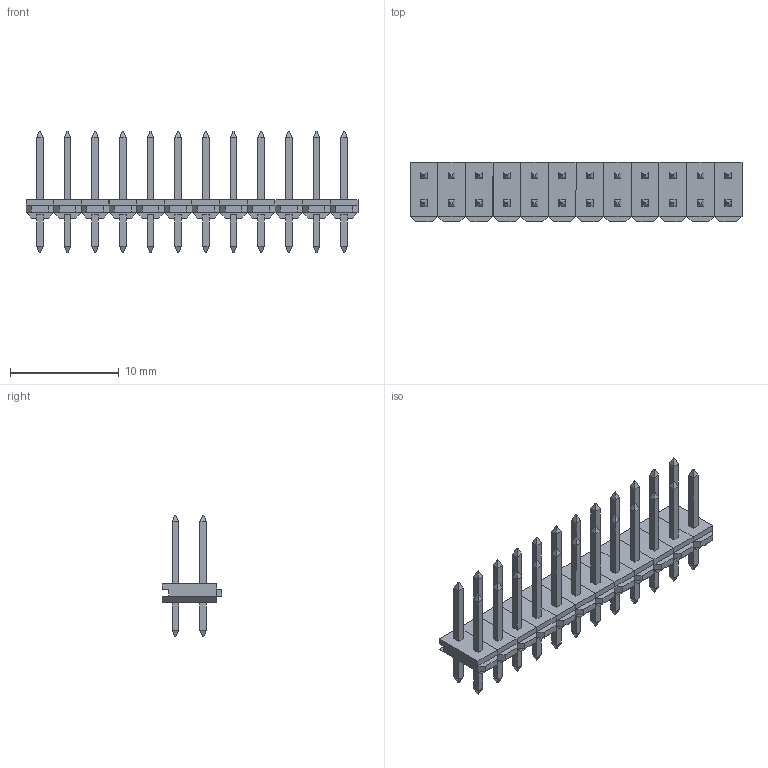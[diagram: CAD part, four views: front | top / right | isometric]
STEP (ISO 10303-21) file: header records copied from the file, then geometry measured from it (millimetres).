
FILE_DESCRIPTION((''),'2;1');
FILE_NAME('COMATEL_389.0358.1.24.400.stp','2010-01-06T10:36:08',(''),(''),'Mechanical Desktop 2006','Mechanical Desktop 2006',', , ');
FILE_SCHEMA(('AUTOMOTIVE_DESIGN { 1 2 10303 214 0 1 1 1 }'));
Length unit declared in the file: millimetre
Products named in the file (1): Product
Bounding box: 30.48 x 5.5 x 11.2 mm (x, y, z)
Volume: 307.5 mm3; surface area: 1251.4 mm2
Topology: 72 solids, 72 shells, 744 faces, 1608 edges, 1008 vertices
Faces by surface type: plane 744
Entity records: 19497 total; most frequent: CARTESIAN_POINT 3361, ORIENTED_EDGE 3216, DIRECTION 3098, VECTOR 1608, LINE 1608, EDGE_CURVE 1608, VERTEX_POINT 1008, AXIS2_PLACEMENT_3D 745
